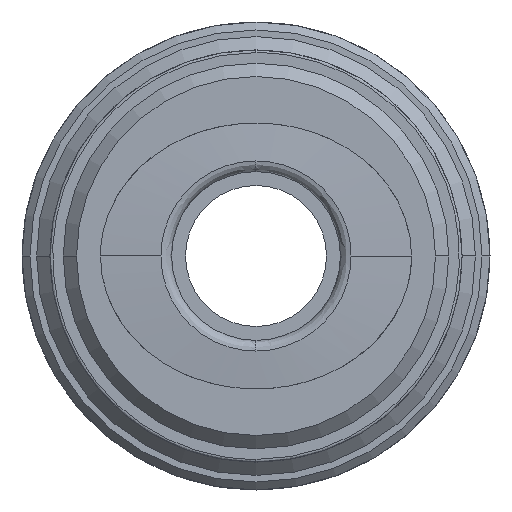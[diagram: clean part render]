
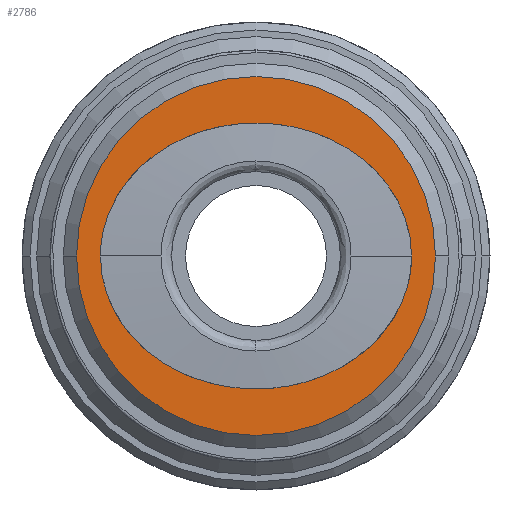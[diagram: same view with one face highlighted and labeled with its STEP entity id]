
A CAD part, front view. The second image highlights one B-rep face of the part: STEP entity #2786.
In plain terms, the highlighted planar face has unit normal (0, -1, 0).
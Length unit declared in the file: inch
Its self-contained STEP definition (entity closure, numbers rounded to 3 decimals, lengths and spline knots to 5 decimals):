
#238 = CARTESIAN_POINT ( 'NONE',  ( -0.24803, -0.66142, 0. ) ) ;
#303 = CARTESIAN_POINT ( 'NONE',  ( -0.26575, -0.66142, 0. ) ) ;
#318 = EDGE_LOOP ( 'NONE', ( #2220, #1451 ) ) ;
#346 = DIRECTION ( 'NONE',  ( 0., -1., 0. ) ) ;
#356 = CIRCLE ( 'NONE', #4204, 0.26575 ) ;
#489 = ORIENTED_EDGE ( 'NONE', *, *, #1542, .T. ) ;
#507 = ORIENTED_EDGE ( 'NONE', *, *, #3275, .T. ) ;
#657 = CARTESIAN_POINT ( 'NONE',  ( 0., -0.66142, 0.19685 ) ) ;
#714 = EDGE_CURVE ( 'NONE', #955, #3196, #2588, .T. ) ;
#754 = CARTESIAN_POINT ( 'NONE',  ( -0.23031, -0.66142, 0. ) ) ;
#765 = CARTESIAN_POINT ( 'NONE',  ( 0.23031, -0.66142, -0.19685 ) ) ;
#817 = DIRECTION ( 'NONE',  ( 0., -1., 0. ) ) ;
#834 = FACE_BOUND ( 'NONE', #318, .T. ) ;
#918 = PLANE ( 'NONE',  #3514 ) ;
#955 = VERTEX_POINT ( 'NONE', #1823 ) ;
#990 = CARTESIAN_POINT ( 'NONE',  ( 0.23031, -0.66142, 0. ) ) ;
#1086 = VERTEX_POINT ( 'NONE', #1580 ) ;
#1262 = DIRECTION ( 'NONE',  ( 1., 0., 0. ) ) ;
#1278 = EDGE_CURVE ( 'NONE', #3196, #955, #4142, .T. ) ;
#1338 = CARTESIAN_POINT ( 'NONE',  ( -0.23031, -0.66142, 0.19685 ) ) ;
#1451 = ORIENTED_EDGE ( 'NONE', *, *, #714, .F. ) ;
#1542 = EDGE_CURVE ( 'NONE', #1086, #1684, #356, .T. ) ;
#1580 = CARTESIAN_POINT ( 'NONE',  ( 0.26575, -0.66142, 0. ) ) ;
#1615 = AXIS2_PLACEMENT_3D ( 'NONE', #2356, #346, #2684 ) ;
#1684 = VERTEX_POINT ( 'NONE', #303 ) ;
#1823 = CARTESIAN_POINT ( 'NONE',  ( 0.23031, -0.66142, 0. ) ) ;
#1834 = EDGE_LOOP ( 'NONE', ( #507, #489 ) ) ;
#2220 = ORIENTED_EDGE ( 'NONE', *, *, #1278, .F. ) ;
#2348 = CARTESIAN_POINT ( 'NONE',  ( -0.23031, -0.66142, 0. ) ) ;
#2356 = CARTESIAN_POINT ( 'NONE',  ( 0., -0.66142, 0. ) ) ;
#2588 =( BOUNDED_CURVE ( )  B_SPLINE_CURVE ( 2, ( #990, #2985, #657, #1338, #3641 ),
 .UNSPECIFIED., .F., .F. ) 
 B_SPLINE_CURVE_WITH_KNOTS ( ( 3, 2, 3 ),
 ( 0.01702, 0.02551, 0.034 ),
 .UNSPECIFIED. ) 
 CURVE ( )  GEOMETRIC_REPRESENTATION_ITEM ( )  RATIONAL_B_SPLINE_CURVE ( ( 1., 0.707, 1., 0.707, 1. ) ) 
 REPRESENTATION_ITEM ( '' )  );
#2684 = DIRECTION ( 'NONE',  ( -1., 0., 0. ) ) ;
#2760 = CARTESIAN_POINT ( 'NONE',  ( 0., -0.66142, -0.19685 ) ) ;
#2786 = ADVANCED_FACE ( 'NONE', ( #834, #3376 ), #918, .T. ) ;
#2808 = CARTESIAN_POINT ( 'NONE',  ( 0., -0.66142, 0. ) ) ;
#2985 = CARTESIAN_POINT ( 'NONE',  ( 0.23031, -0.66142, 0.19685 ) ) ;
#3094 = CARTESIAN_POINT ( 'NONE',  ( 0.23031, -0.66142, 0. ) ) ;
#3145 = DIRECTION ( 'NONE',  ( -1., 0., 0. ) ) ;
#3196 = VERTEX_POINT ( 'NONE', #2348 ) ;
#3242 = DIRECTION ( 'NONE',  ( 0., -1., 0. ) ) ;
#3275 = EDGE_CURVE ( 'NONE', #1684, #1086, #3810, .T. ) ;
#3376 = FACE_OUTER_BOUND ( 'NONE', #1834, .T. ) ;
#3514 = AXIS2_PLACEMENT_3D ( 'NONE', #238, #3242, #1262 ) ;
#3641 = CARTESIAN_POINT ( 'NONE',  ( -0.23031, -0.66142, 0. ) ) ;
#3741 = CARTESIAN_POINT ( 'NONE',  ( -0.23031, -0.66142, -0.19685 ) ) ;
#3810 = CIRCLE ( 'NONE', #1615, 0.26575 ) ;
#4142 =( BOUNDED_CURVE ( )  B_SPLINE_CURVE ( 2, ( #754, #3741, #2760, #765, #3094 ),
 .UNSPECIFIED., .F., .F. ) 
 B_SPLINE_CURVE_WITH_KNOTS ( ( 3, 2, 3 ),
 ( 0., 0.00851, 0.01702 ),
 .UNSPECIFIED. ) 
 CURVE ( )  GEOMETRIC_REPRESENTATION_ITEM ( )  RATIONAL_B_SPLINE_CURVE ( ( 1., 0.707, 1., 0.707, 1. ) ) 
 REPRESENTATION_ITEM ( '' )  );
#4204 = AXIS2_PLACEMENT_3D ( 'NONE', #2808, #817, #3145 ) ;
